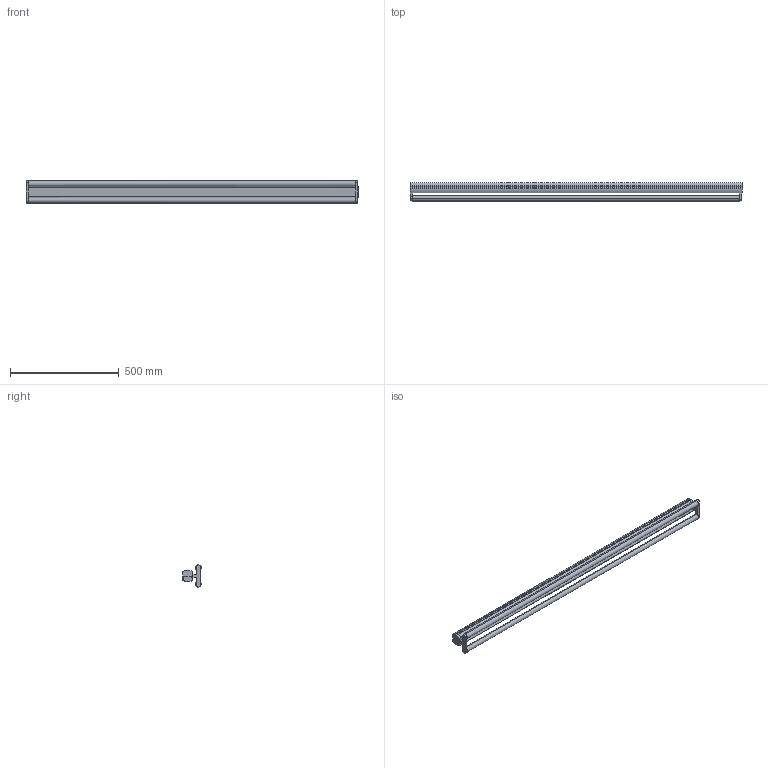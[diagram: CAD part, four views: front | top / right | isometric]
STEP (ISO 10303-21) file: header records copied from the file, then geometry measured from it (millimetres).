
FILE_DESCRIPTION (( 'STEP AP214' ), '1' );
FILE_NAME ('BAT 258 HF new.STEP', '2018-07-25T10:44:04', ( '' ), ( '' ), 'SwSTEP 2.0', 'SolidWorks 2013', '' );
FILE_SCHEMA (( 'AUTOMOTIVE_DESIGN' ));
Length unit declared in the file: millimetre
Products named in the file (1): BAT 258 HF new
Bounding box: 1525 x 83.8 x 101.84 mm (x, y, z)
Volume: 2047986 mm3; surface area: 678342.3 mm2
Topology: 1 solids, 1 shells, 67 faces, 185 edges, 117 vertices
Faces by surface type: plane 36, cylinder 31
Entity records: 2191 total; most frequent: DIRECTION 403, CARTESIAN_POINT 370, ORIENTED_EDGE 370, EDGE_CURVE 185, AXIS2_PLACEMENT_3D 150, VERTEX_POINT 117, LINE 103, VECTOR 103
